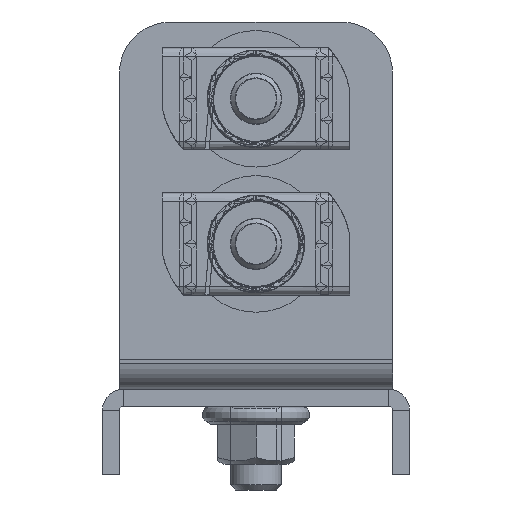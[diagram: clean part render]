
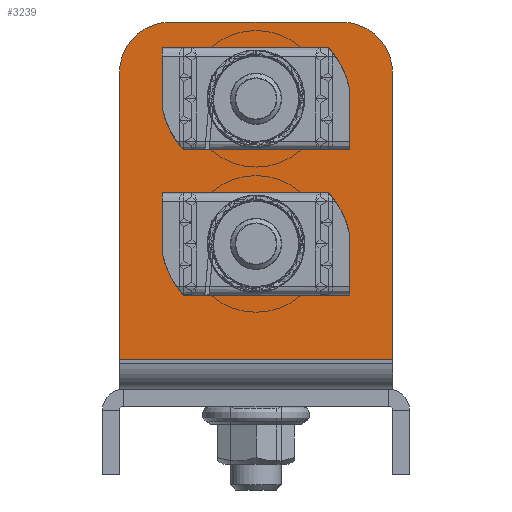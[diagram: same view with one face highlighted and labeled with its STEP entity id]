
A CAD part, front view. The second image highlights one B-rep face of the part: STEP entity #3239.
In plain terms, the highlighted planar face has unit normal (0, -1, 0).
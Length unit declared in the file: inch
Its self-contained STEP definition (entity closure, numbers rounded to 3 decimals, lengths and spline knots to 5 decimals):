
#222=FACE_BOUND('',#671,.T.);
#223=FACE_BOUND('',#672,.T.);
#279=CIRCLE('',#3459,0.1875);
#281=CIRCLE('',#3463,0.1875);
#283=CIRCLE('',#3467,0.1875);
#285=CIRCLE('',#3471,0.1875);
#294=CIRCLE('',#3485,0.375);
#296=CIRCLE('',#3489,0.375);
#464=FACE_OUTER_BOUND('',#670,.T.);
#670=EDGE_LOOP('',(#2380,#2381,#2382,#2383,#2384,#2385));
#671=EDGE_LOOP('',(#2386,#2387,#2388,#2389));
#672=EDGE_LOOP('',(#2390,#2391,#2392,#2393));
#917=LINE('',#4947,#1187);
#921=LINE('',#4958,#1191);
#925=LINE('',#4971,#1195);
#929=LINE('',#4982,#1199);
#934=LINE('',#4999,#1204);
#944=LINE('',#5031,#1214);
#947=LINE('',#5037,#1217);
#948=LINE('',#5039,#1218);
#1187=VECTOR('',#3972,0.375);
#1191=VECTOR('',#3984,0.375);
#1195=VECTOR('',#3996,0.375);
#1199=VECTOR('',#4008,0.375);
#1204=VECTOR('',#4023,2.09375);
#1214=VECTOR('',#4051,1.25);
#1217=VECTOR('',#4056,2.);
#1218=VECTOR('',#4057,2.09375);
#1443=VERTEX_POINT('',#4937);
#1444=VERTEX_POINT('',#4938);
#1447=VERTEX_POINT('',#4946);
#1449=VERTEX_POINT('',#4952);
#1451=VERTEX_POINT('',#4961);
#1452=VERTEX_POINT('',#4962);
#1455=VERTEX_POINT('',#4970);
#1457=VERTEX_POINT('',#4976);
#1464=VERTEX_POINT('',#4996);
#1465=VERTEX_POINT('',#4998);
#1476=VERTEX_POINT('',#5024);
#1478=VERTEX_POINT('',#5030);
#1480=VERTEX_POINT('',#5036);
#1481=VERTEX_POINT('',#5038);
#1767=EDGE_CURVE('',#1443,#1444,#279,.T.);
#1771=EDGE_CURVE('',#1444,#1447,#917,.T.);
#1774=EDGE_CURVE('',#1447,#1449,#281,.T.);
#1777=EDGE_CURVE('',#1449,#1443,#921,.T.);
#1779=EDGE_CURVE('',#1451,#1452,#283,.T.);
#1783=EDGE_CURVE('',#1452,#1455,#925,.T.);
#1786=EDGE_CURVE('',#1455,#1457,#285,.T.);
#1789=EDGE_CURVE('',#1457,#1451,#929,.T.);
#1797=EDGE_CURVE('',#1465,#1464,#934,.T.);
#1810=EDGE_CURVE('',#1465,#1476,#294,.T.);
#1813=EDGE_CURVE('',#1476,#1478,#944,.T.);
#1816=EDGE_CURVE('',#1480,#1464,#947,.T.);
#1817=EDGE_CURVE('',#1480,#1481,#948,.T.);
#1818=EDGE_CURVE('',#1478,#1481,#296,.T.);
#2380=ORIENTED_EDGE('',*,*,#1810,.F.);
#2381=ORIENTED_EDGE('',*,*,#1797,.T.);
#2382=ORIENTED_EDGE('',*,*,#1816,.F.);
#2383=ORIENTED_EDGE('',*,*,#1817,.T.);
#2384=ORIENTED_EDGE('',*,*,#1818,.F.);
#2385=ORIENTED_EDGE('',*,*,#1813,.F.);
#2386=ORIENTED_EDGE('',*,*,#1767,.T.);
#2387=ORIENTED_EDGE('',*,*,#1771,.T.);
#2388=ORIENTED_EDGE('',*,*,#1774,.T.);
#2389=ORIENTED_EDGE('',*,*,#1777,.T.);
#2390=ORIENTED_EDGE('',*,*,#1779,.T.);
#2391=ORIENTED_EDGE('',*,*,#1783,.T.);
#2392=ORIENTED_EDGE('',*,*,#1786,.T.);
#2393=ORIENTED_EDGE('',*,*,#1789,.T.);
#3039=PLANE('',#3488);
#3239=ADVANCED_FACE('',(#464,#222,#223),#3039,.T.);
#3459=AXIS2_PLACEMENT_3D('',#4939,#3964,#3965);
#3463=AXIS2_PLACEMENT_3D('',#4953,#3977,#3978);
#3467=AXIS2_PLACEMENT_3D('',#4963,#3988,#3989);
#3471=AXIS2_PLACEMENT_3D('',#4977,#4001,#4002);
#3485=AXIS2_PLACEMENT_3D('',#5025,#4044,#4045);
#3488=AXIS2_PLACEMENT_3D('',#5035,#4054,#4055);
#3489=AXIS2_PLACEMENT_3D('',#5040,#4058,#4059);
#3964=DIRECTION('center_axis',(0.,1.,0.));
#3965=DIRECTION('ref_axis',(0.,0.,-1.));
#3972=DIRECTION('',(1.,0.,0.));
#3977=DIRECTION('center_axis',(0.,1.,0.));
#3978=DIRECTION('ref_axis',(0.,0.,1.));
#3984=DIRECTION('',(-1.,0.,0.));
#3988=DIRECTION('center_axis',(0.,1.,0.));
#3989=DIRECTION('ref_axis',(0.,0.,1.));
#3996=DIRECTION('',(-1.,0.,0.));
#4001=DIRECTION('center_axis',(0.,1.,0.));
#4002=DIRECTION('ref_axis',(0.,0.,-1.));
#4008=DIRECTION('',(1.,0.,0.));
#4023=DIRECTION('',(0.,0.,-1.));
#4044=DIRECTION('center_axis',(0.,1.,0.));
#4045=DIRECTION('ref_axis',(-0.707,0.,0.707));
#4051=DIRECTION('',(1.,0.,0.));
#4054=DIRECTION('center_axis',(0.,-1.,0.));
#4055=DIRECTION('ref_axis',(0.,0.,-1.));
#4056=DIRECTION('',(-1.,0.,0.));
#4057=DIRECTION('',(0.,0.,1.));
#4058=DIRECTION('center_axis',(0.,1.,0.));
#4059=DIRECTION('ref_axis',(0.707,0.,0.707));
#4937=CARTESIAN_POINT('',(0.8125,0.,0.8755));
#4938=CARTESIAN_POINT('',(0.8125,0.,1.2505));
#4939=CARTESIAN_POINT('Origin',(0.8125,0.,1.063));
#4946=CARTESIAN_POINT('',(1.1875,0.,1.2505));
#4947=CARTESIAN_POINT('',(0.40625,0.,1.2505));
#4952=CARTESIAN_POINT('',(1.1875,0.,0.8755));
#4953=CARTESIAN_POINT('Origin',(1.1875,0.,1.063));
#4958=CARTESIAN_POINT('',(0.59375,0.,0.8755));
#4961=CARTESIAN_POINT('',(1.1875,0.,2.313));
#4962=CARTESIAN_POINT('',(1.1875,0.,1.938));
#4963=CARTESIAN_POINT('Origin',(1.1875,0.,2.1255));
#4970=CARTESIAN_POINT('',(0.8125,0.,1.938));
#4971=CARTESIAN_POINT('',(0.59375,0.,1.938));
#4976=CARTESIAN_POINT('',(0.8125,0.,2.313));
#4977=CARTESIAN_POINT('Origin',(0.8125,0.,2.1255));
#4982=CARTESIAN_POINT('',(0.40625,0.,2.313));
#4996=CARTESIAN_POINT('',(0.,0.,0.21875));
#4998=CARTESIAN_POINT('',(0.,0.,2.3125));
#4999=CARTESIAN_POINT('',(0.,0.,2.6875));
#5024=CARTESIAN_POINT('',(0.375,0.,2.6875));
#5025=CARTESIAN_POINT('Origin',(0.375,0.,2.3125));
#5030=CARTESIAN_POINT('',(1.625,0.,2.6875));
#5031=CARTESIAN_POINT('',(0.,0.,2.6875));
#5035=CARTESIAN_POINT('Origin',(0.,0.,0.));
#5036=CARTESIAN_POINT('',(2.,0.,0.21875));
#5037=CARTESIAN_POINT('',(0.,0.,0.21875));
#5038=CARTESIAN_POINT('',(2.,0.,2.3125));
#5039=CARTESIAN_POINT('',(2.,0.,2.6875));
#5040=CARTESIAN_POINT('Origin',(1.625,0.,2.3125));
